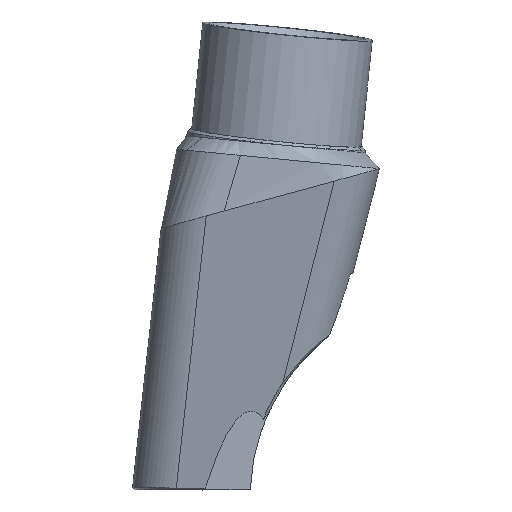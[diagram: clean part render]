
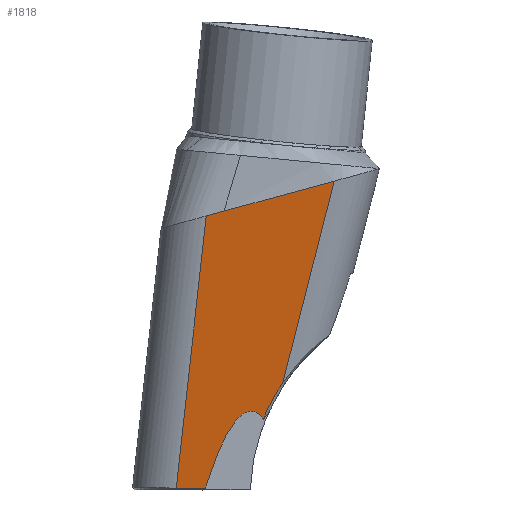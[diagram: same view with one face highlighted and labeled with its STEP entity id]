
A CAD part, front view. The second image highlights one B-rep face of the part: STEP entity #1818.
In plain terms, the highlighted planar face has unit normal (0, -0.985, -0.174).
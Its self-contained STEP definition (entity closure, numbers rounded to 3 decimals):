
#59=PLANE('',#1933);
#123=ELLIPSE('',#1887,26.014,22.607);
#222=FACE_OUTER_BOUND('',#328,.T.);
#328=EDGE_LOOP('',(#1624,#1625,#1626,#1627,#1628,#1629,#1630));
#468=B_SPLINE_CURVE_WITH_KNOTS('',3,(#9692,#9693,#9694,#9695,#9696,#9697,
#9698,#9699,#9700,#9701,#9702,#9703,#9704,#9705,#9706,#9707),
 .UNSPECIFIED.,.F.,.F.,(4,2,2,2,2,2,2,4),(-1.559,-1.463,
-1.333,-1.236,-1.141,-1.037,
-0.727,0.),.UNSPECIFIED.);
#480=LINE('',#4867,#595);
#488=LINE('',#6449,#603);
#520=LINE('',#8816,#635);
#579=LINE('',#9689,#694);
#580=LINE('',#9708,#695);
#595=VECTOR('',#1971,10.);
#603=VECTOR('',#1991,10.);
#635=VECTOR('',#2079,1000.);
#694=VECTOR('',#2224,1000.);
#695=VECTOR('',#2229,1000.);
#738=VERTEX_POINT('',#4864);
#739=VERTEX_POINT('',#4866);
#762=VERTEX_POINT('',#6448);
#824=VERTEX_POINT('',#8761);
#825=VERTEX_POINT('',#8799);
#826=VERTEX_POINT('',#8809);
#828=VERTEX_POINT('',#8815);
#925=EDGE_CURVE('',#739,#738,#480,.T.);
#954=EDGE_CURVE('',#738,#762,#488,.T.);
#1043=EDGE_CURVE('',#825,#824,#123,.T.);
#1045=EDGE_CURVE('',#828,#826,#520,.T.);
#1140=EDGE_CURVE('',#824,#739,#579,.T.);
#1142=EDGE_CURVE('',#825,#826,#468,.T.);
#1143=EDGE_CURVE('',#762,#828,#580,.T.);
#1624=ORIENTED_EDGE('',*,*,#1142,.F.);
#1625=ORIENTED_EDGE('',*,*,#1043,.T.);
#1626=ORIENTED_EDGE('',*,*,#1140,.T.);
#1627=ORIENTED_EDGE('',*,*,#925,.T.);
#1628=ORIENTED_EDGE('',*,*,#954,.T.);
#1629=ORIENTED_EDGE('',*,*,#1143,.T.);
#1630=ORIENTED_EDGE('',*,*,#1045,.T.);
#1818=ADVANCED_FACE('',(#222),#59,.T.);
#1887=AXIS2_PLACEMENT_3D('',#8807,#2075,#2076);
#1933=AXIS2_PLACEMENT_3D('',#9691,#2227,#2228);
#1971=DIRECTION('',(-0.964,0.046,-0.263));
#1991=DIRECTION('',(-0.964,0.046,-0.263));
#2075=DIRECTION('center_axis',(0.,0.985,
0.174));
#2076=DIRECTION('ref_axis',(0.243,-0.168,0.955));
#2079=DIRECTION('',(1.,0.,0.));
#2224=DIRECTION('',(0.243,-0.168,0.955));
#2227=DIRECTION('center_axis',(0.,-0.985,-0.174));
#2228=DIRECTION('ref_axis',(0.,0.174,-0.985));
#2229=DIRECTION('',(-0.108,0.173,-0.979));
#4864=CARTESIAN_POINT('',(-6.687,-13.874,-4.457));
#4866=CARTESIAN_POINT('',(8.812,-14.619,-0.235));
#4867=CARTESIAN_POINT('',(8.812,-14.619,-0.235));
#6448=CARTESIAN_POINT('',(-9.174,-13.755,-5.134));
#6449=CARTESIAN_POINT('',(-6.687,-13.874,-4.457));
#8761=CARTESIAN_POINT('',(1.597,-9.626,-28.548));
#8799=CARTESIAN_POINT('',(-1.17,-8.715,-33.715));
#8807=CARTESIAN_POINT('Origin',(19.481,-7.079,-42.993));
#8809=CARTESIAN_POINT('',(-9.294,-7.008,-43.396));
#8815=CARTESIAN_POINT('',(-13.396,-7.008,-43.396));
#8816=CARTESIAN_POINT('',(-2.987,-7.008,-43.396));
#9689=CARTESIAN_POINT('',(1.87,-9.815,-27.476));
#9691=CARTESIAN_POINT('Origin',(-23.,-10.899,-21.329));
#9692=CARTESIAN_POINT('Ctrl Pts',(-1.17,-8.715,-33.715));
#9693=CARTESIAN_POINT('Ctrl Pts',(-1.391,-8.771,-33.4));
#9694=CARTESIAN_POINT('Ctrl Pts',(-1.577,-8.804,-33.212));
#9695=CARTESIAN_POINT('Ctrl Pts',(-1.873,-8.851,-32.945));
#9696=CARTESIAN_POINT('Ctrl Pts',(-2.064,-8.875,-32.812));
#9697=CARTESIAN_POINT('Ctrl Pts',(-2.433,-8.903,-32.653));
#9698=CARTESIAN_POINT('Ctrl Pts',(-2.621,-8.912,-32.6));
#9699=CARTESIAN_POINT('Ctrl Pts',(-3.068,-8.914,-32.59));
#9700=CARTESIAN_POINT('Ctrl Pts',(-3.283,-8.906,-32.633));
#9701=CARTESIAN_POINT('Ctrl Pts',(-3.714,-8.877,-32.797));
#9702=CARTESIAN_POINT('Ctrl Pts',(-3.987,-8.851,-32.945));
#9703=CARTESIAN_POINT('Ctrl Pts',(-5.282,-8.658,-34.04));
#9704=CARTESIAN_POINT('Ctrl Pts',(-6.105,-8.404,-35.481));
#9705=CARTESIAN_POINT('Ctrl Pts',(-7.659,-7.874,-38.488));
#9706=CARTESIAN_POINT('Ctrl Pts',(-8.587,-7.411,-41.113));
#9707=CARTESIAN_POINT('Ctrl Pts',(-9.294,-7.008,-43.396));
#9708=CARTESIAN_POINT('',(-13.498,-6.845,-44.321));
